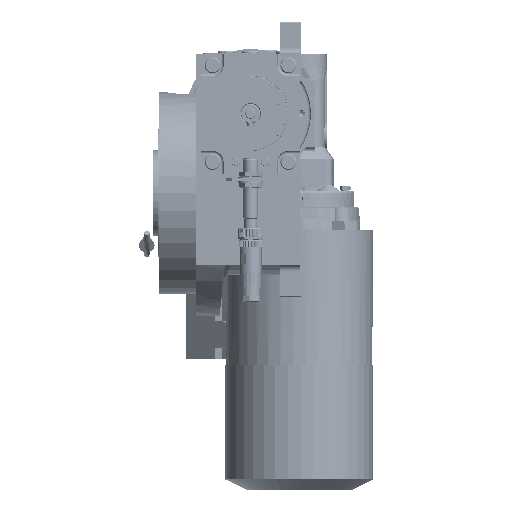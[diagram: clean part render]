
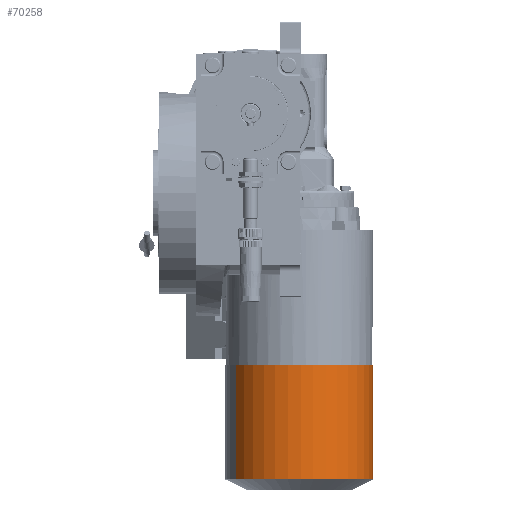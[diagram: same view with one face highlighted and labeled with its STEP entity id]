
A CAD part, left-side view. The second image highlights one B-rep face of the part: STEP entity #70258.
In plain terms, the highlighted cylindrical face has radius 60.5 mm (diameter 121 mm), a partial arc.
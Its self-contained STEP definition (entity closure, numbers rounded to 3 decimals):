
#286 = VERTEX_POINT ( 'NONE', #7417 ) ;
#4333 = CARTESIAN_POINT ( 'NONE',  ( -158.212, 8.35, 58.703 ) ) ;
#6153 = ORIENTED_EDGE ( 'NONE', *, *, #129752, .T. ) ;
#6267 = CIRCLE ( 'NONE', #40800, 60.5 ) ;
#6600 = FACE_OUTER_BOUND ( 'NONE', #115832, .T. ) ;
#7417 = CARTESIAN_POINT ( 'NONE',  ( -64.811, 8.35, 58.703 ) ) ;
#12570 = VERTEX_POINT ( 'NONE', #54321 ) ;
#14843 = CARTESIAN_POINT ( 'NONE',  ( -158.212, -20.922, -58.703 ) ) ;
#25672 = DIRECTION ( 'NONE',  ( 1., 0., 0. ) ) ;
#30399 = EDGE_CURVE ( 'NONE', #286, #122974, #118292, .T. ) ;
#33566 = CARTESIAN_POINT ( 'NONE',  ( -64.811, -6.286, 0. ) ) ;
#37371 = LINE ( 'NONE', #14843, #155013 ) ;
#40800 = AXIS2_PLACEMENT_3D ( 'NONE', #33566, #46052, #121756 ) ;
#40961 = DIRECTION ( 'NONE',  ( -1., 0., 0. ) ) ;
#43561 = CARTESIAN_POINT ( 'NONE',  ( -158.212, -20.922, -58.703 ) ) ;
#46052 = DIRECTION ( 'NONE',  ( 1., 0., 0. ) ) ;
#50143 = EDGE_CURVE ( 'NONE', #126592, #122974, #128016, .T. ) ;
#54321 = CARTESIAN_POINT ( 'NONE',  ( -64.811, -20.922, -58.703 ) ) ;
#55980 = ORIENTED_EDGE ( 'NONE', *, *, #78020, .F. ) ;
#58936 = VECTOR ( 'NONE', #40961, 1000. ) ;
#62812 = DIRECTION ( 'NONE',  ( -1., 0., 0. ) ) ;
#69777 = CYLINDRICAL_SURFACE ( 'NONE', #89982, 60.5 ) ;
#70258 = ADVANCED_FACE ( 'NONE', ( #6600 ), #69777, .T. ) ;
#72187 = AXIS2_PLACEMENT_3D ( 'NONE', #100242, #62812, #88582 ) ;
#75496 = DIRECTION ( 'NONE',  ( -1., 0., 0. ) ) ;
#78020 = EDGE_CURVE ( 'NONE', #286, #12570, #6267, .T. ) ;
#86496 = ORIENTED_EDGE ( 'NONE', *, *, #30399, .T. ) ;
#88582 = DIRECTION ( 'NONE',  ( 0., -0.242, -0.97 ) ) ;
#89982 = AXIS2_PLACEMENT_3D ( 'NONE', #120536, #75496, #139562 ) ;
#100242 = CARTESIAN_POINT ( 'NONE',  ( -158.212, -6.286, 0. ) ) ;
#115832 = EDGE_LOOP ( 'NONE', ( #55980, #86496, #123971, #6153 ) ) ;
#118292 = LINE ( 'NONE', #139990, #58936 ) ;
#120536 = CARTESIAN_POINT ( 'NONE',  ( -26.951, -6.286, 0. ) ) ;
#121756 = DIRECTION ( 'NONE',  ( 0., 0.242, 0.97 ) ) ;
#122974 = VERTEX_POINT ( 'NONE', #4333 ) ;
#123971 = ORIENTED_EDGE ( 'NONE', *, *, #50143, .F. ) ;
#126592 = VERTEX_POINT ( 'NONE', #43561 ) ;
#128016 = CIRCLE ( 'NONE', #72187, 60.5 ) ;
#129752 = EDGE_CURVE ( 'NONE', #126592, #12570, #37371, .T. ) ;
#139562 = DIRECTION ( 'NONE',  ( 0., 0.242, 0.97 ) ) ;
#139990 = CARTESIAN_POINT ( 'NONE',  ( -64.811, 8.35, 58.703 ) ) ;
#155013 = VECTOR ( 'NONE', #25672, 1000. ) ;
